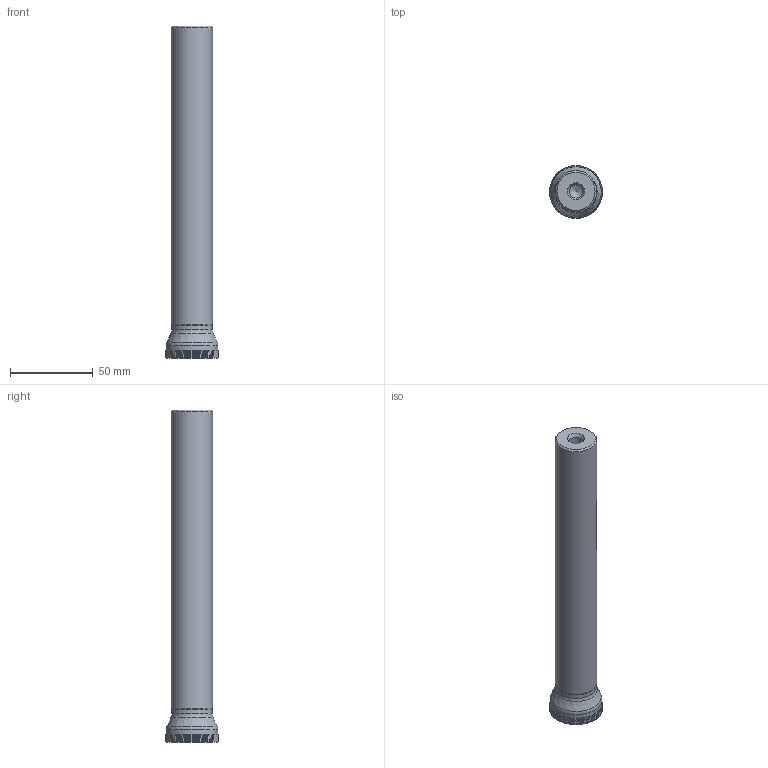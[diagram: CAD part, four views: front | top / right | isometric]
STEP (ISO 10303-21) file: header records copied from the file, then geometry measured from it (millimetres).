
FILE_DESCRIPTION(/* description */ (''),/* implementation_level */ '2;1');
FILE_NAME(/* name */ '32A6R020A25_SWN04C_C_115009659ndi000_00_SIM.stp',/* time_stamp */ '2020-01-15T08:57:31+01:00',/* author */ (''),/* organization */ (''),/* preprocessor_version */ 'ST-DEVELOPER v16.7',/* originating_system */ 'SIEMENS PLM Software NX 12.0',/* authorisation */ '');
FILE_SCHEMA (('AUTOMOTIVE_DESIGN { 1 0 10303 214 3 1 1 1 }'));
Length unit declared in the file: millimetre
Products named in the file (1): wq703E4427154urs
Bounding box: 31.97 x 31.97 x 200.01 mm (x, y, z)
Volume: 93803.7 mm3; surface area: 23329.1 mm2
Topology: 2 solids, 2 shells, 77 faces, 156 edges, 82 vertices
Faces by surface type: revolution 57, cone 7, torus 6, cylinder 4, plane 3
Full cylindrical faces by diameter (mm): 8 x1, 24.6 x1, 25 x1, 31.252 x1
Entity records: 1990 total; most frequent: CARTESIAN_POINT 640, DIRECTION 251, FACE_BOUND 152, EDGE_LOOP 152, ORIENTED_EDGE 152, AXIS2_PLACEMENT_3D 97, ADVANCED_FACE 77, VERTEX_POINT 77
